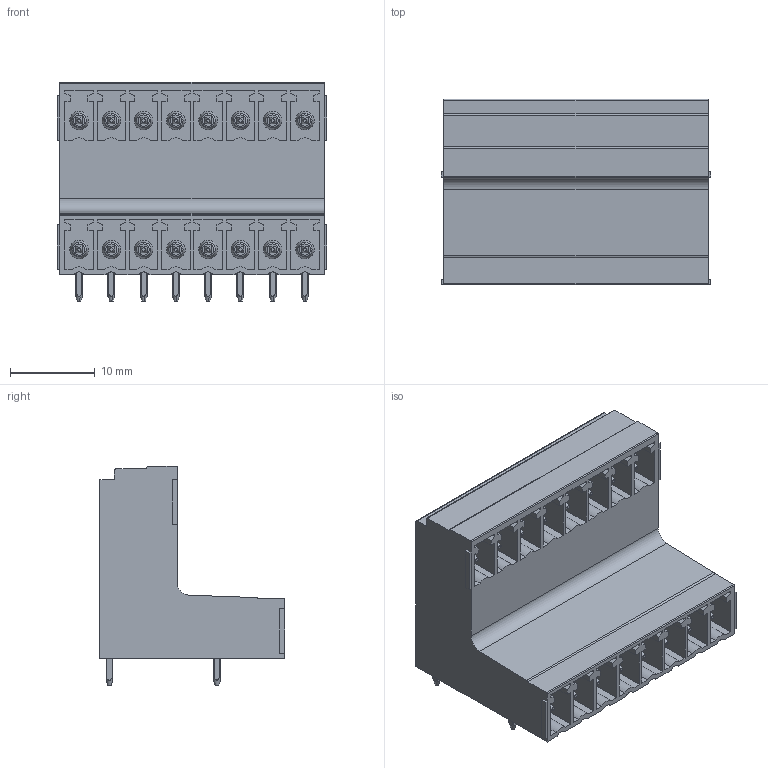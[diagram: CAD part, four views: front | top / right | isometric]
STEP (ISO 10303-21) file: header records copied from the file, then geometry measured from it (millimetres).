
FILE_DESCRIPTION(('CATIA V5 STEP Exchange','CAx-IF Rec.Pracs.--- Model Styling and Organization---1.2---2011-12-15'),'2;1');
FILE_NAME ('D1447265_0_1033560000_1033560000.stp','2018-10-13T11:19:12+00:00',('none'),('Weidmueller'),'CATIA Version 5-6 Release 2014','CATIA V5 STEP AP214','none');
FILE_SCHEMA(('AUTOMOTIVE_DESIGN { 1 0 10303 214 1 1 1 1 }'));
Length unit declared in the file: millimetre
Products named in the file (1): 1033560000
Bounding box: 31.87 x 21.9 x 25.9 mm (x, y, z)
Volume: 6499.2 mm3; surface area: 7829.2 mm2
Topology: 17 solids, 17 shells, 1060 faces, 2880 edges, 1886 vertices
Faces by surface type: plane 661, cylinder 271, cone 96, torus 32
Entity records: 33190 total; most frequent: CARTESIAN_POINT 9169, ORIENTED_EDGE 5760, DIRECTION 3520, EDGE_CURVE 2880, VECTOR 2002, LINE 2002, VERTEX_POINT 1886, EDGE_LOOP 1124
